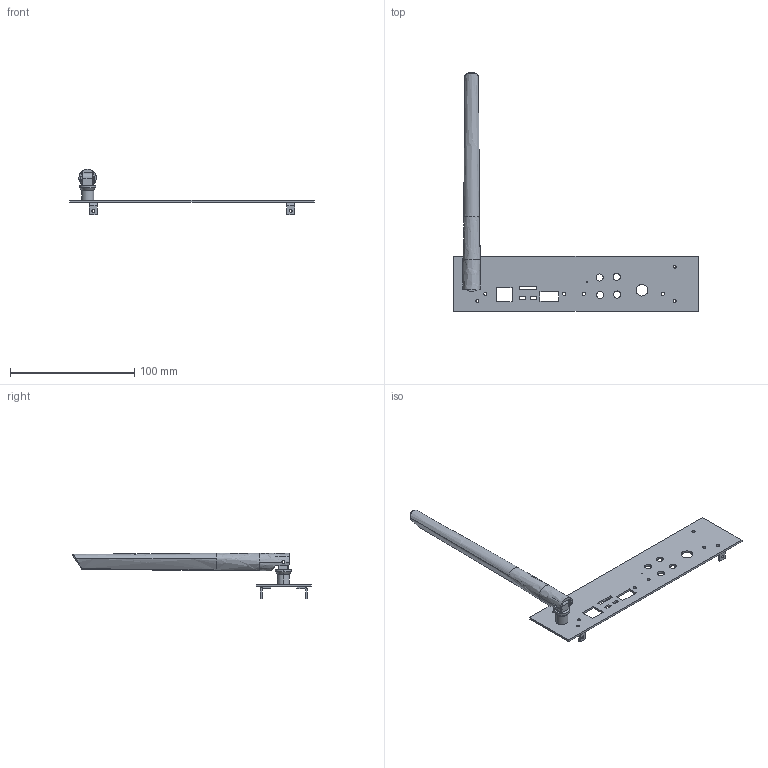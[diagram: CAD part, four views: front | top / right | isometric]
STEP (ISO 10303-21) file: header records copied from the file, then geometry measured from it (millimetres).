
FILE_DESCRIPTION(('KiCad electronic assembly'),'2;1');
FILE_NAME('teensy41_audio_project_board_fp_c_front.step', '2022-01-25T14:08:50',('Pcbnew'),('Kicad'), 'Open CASCADE STEP processor 7.5','KiCad to STEP converter','Unknown' );
FILE_SCHEMA(('AUTOMOTIVE_DESIGN { 1 0 10303 214 1 1 1 1 }'));
Length unit declared in the file: millimetre
Products named in the file (6): teensy41_audio_project_board_fp_c_front 1; Bracket 4-40 621; SOLID; WiFi Antenna; COMPOUND; front_panel PCB
Assembly tree (8 placements, depth 3):
  teensy41_audio_project_board_fp_c_front 1
    Bracket 4-40 621  x4
      SOLID
    WiFi Antenna
      COMPOUND
    front_panel PCB
Bounding box: 196.85 x 192.16 x 36.6 mm (x, y, z)
Volume: 34165.7 mm3; surface area: 27068.8 mm2
Topology: 7 solids, 7 shells, 187 faces, 462 edges, 284 vertices
Faces by surface type: bspline 146, plane 26, cylinder 15
Full cylindrical faces by diameter (mm): 0.762 x1, 2.45 x4, 2.54 x4, 5.69 x4, 6.45 x1, 9.464 x1
Entity records: 10309 total; most frequent: CARTESIAN_POINT 4965, ORIENTED_EDGE 676, PCURVE 676, DEFINITIONAL_REPRESENTATION 676, B_SPLINE_CURVE_WITH_KNOTS 546, DIRECTION 451, EDGE_CURVE 338, SURFACE_CURVE 323
